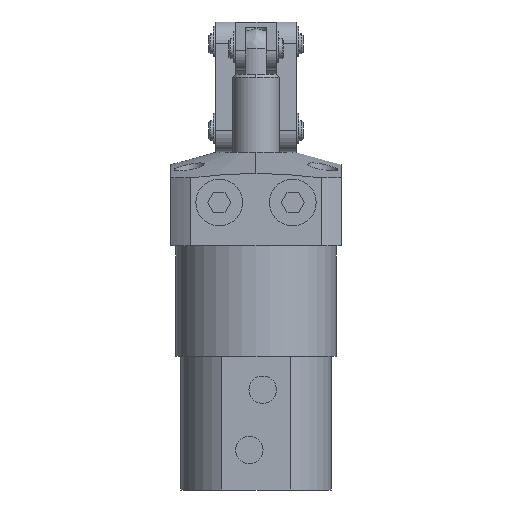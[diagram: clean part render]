
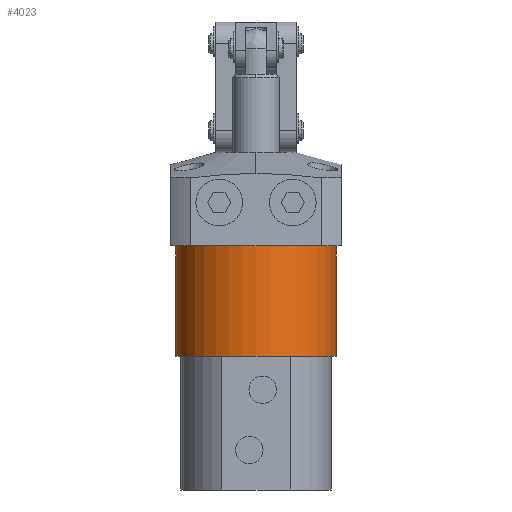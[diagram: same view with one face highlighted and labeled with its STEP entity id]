
A CAD part, left-side view. The second image highlights one B-rep face of the part: STEP entity #4023.
In plain terms, the highlighted cylindrical face has radius 24 mm (diameter 48 mm), a partial arc.
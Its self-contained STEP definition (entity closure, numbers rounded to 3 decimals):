
#466 = CARTESIAN_POINT ( 'NONE',  ( 0., 0.552, 0. ) ) ;
#673 = EDGE_CURVE ( 'NONE', #1038, #1137, #1416, .T. ) ;
#1038 = VERTEX_POINT ( 'NONE', #4739 ) ;
#1074 = VERTEX_POINT ( 'NONE', #6155 ) ;
#1087 = DIRECTION ( 'NONE',  ( 0., -1., 0. ) ) ;
#1137 = VERTEX_POINT ( 'NONE', #6810 ) ;
#1262 = CARTESIAN_POINT ( 'NONE',  ( 0., 0.552, -24. ) ) ;
#1268 = AXIS2_PLACEMENT_3D ( 'NONE', #466, #1087, #4208 ) ;
#1416 = CIRCLE ( 'NONE', #3189, 24. ) ;
#2337 = DIRECTION ( 'NONE',  ( 0., 0., -1. ) ) ;
#2515 = VECTOR ( 'NONE', #4376, 1000. ) ;
#2792 = DIRECTION ( 'NONE',  ( 0., -1., 0. ) ) ;
#3189 = AXIS2_PLACEMENT_3D ( 'NONE', #5345, #2792, #2337 ) ;
#3337 = VECTOR ( 'NONE', #7220, 1000. ) ;
#3543 = CARTESIAN_POINT ( 'NONE',  ( 0., -1., 0. ) ) ;
#3603 = VERTEX_POINT ( 'NONE', #4816 ) ;
#3889 = CIRCLE ( 'NONE', #5617, 24. ) ;
#3921 = EDGE_CURVE ( 'NONE', #3603, #1074, #3889, .T. ) ;
#4023 = ADVANCED_FACE ( 'NONE', ( #4979 ), #4769, .T. ) ;
#4154 = DIRECTION ( 'NONE',  ( 0., 0., -1. ) ) ;
#4208 = DIRECTION ( 'NONE',  ( 0., 0., -1. ) ) ;
#4376 = DIRECTION ( 'NONE',  ( 0., -1., 0. ) ) ;
#4538 = LINE ( 'NONE', #1262, #2515 ) ;
#4739 = CARTESIAN_POINT ( 'NONE',  ( 0., 32., 24. ) ) ;
#4769 = CYLINDRICAL_SURFACE ( 'NONE', #1268, 24. ) ;
#4816 = CARTESIAN_POINT ( 'NONE',  ( 0., -1., 24. ) ) ;
#4934 = EDGE_LOOP ( 'NONE', ( #5097, #6963, #7642, #5133 ) ) ;
#4979 = FACE_OUTER_BOUND ( 'NONE', #4934, .T. ) ;
#5097 = ORIENTED_EDGE ( 'NONE', *, *, #5557, .F. ) ;
#5133 = ORIENTED_EDGE ( 'NONE', *, *, #3921, .F. ) ;
#5345 = CARTESIAN_POINT ( 'NONE',  ( 0., 32., 0. ) ) ;
#5557 = EDGE_CURVE ( 'NONE', #1038, #3603, #6650, .T. ) ;
#5617 = AXIS2_PLACEMENT_3D ( 'NONE', #3543, #7896, #4154 ) ;
#6155 = CARTESIAN_POINT ( 'NONE',  ( 0., -1., -24. ) ) ;
#6650 = LINE ( 'NONE', #7815, #3337 ) ;
#6810 = CARTESIAN_POINT ( 'NONE',  ( 0., 32., -24. ) ) ;
#6963 = ORIENTED_EDGE ( 'NONE', *, *, #673, .T. ) ;
#7220 = DIRECTION ( 'NONE',  ( 0., -1., 0. ) ) ;
#7423 = EDGE_CURVE ( 'NONE', #1137, #1074, #4538, .T. ) ;
#7642 = ORIENTED_EDGE ( 'NONE', *, *, #7423, .T. ) ;
#7815 = CARTESIAN_POINT ( 'NONE',  ( 0., 0.552, 24. ) ) ;
#7896 = DIRECTION ( 'NONE',  ( 0., -1., 0. ) ) ;
